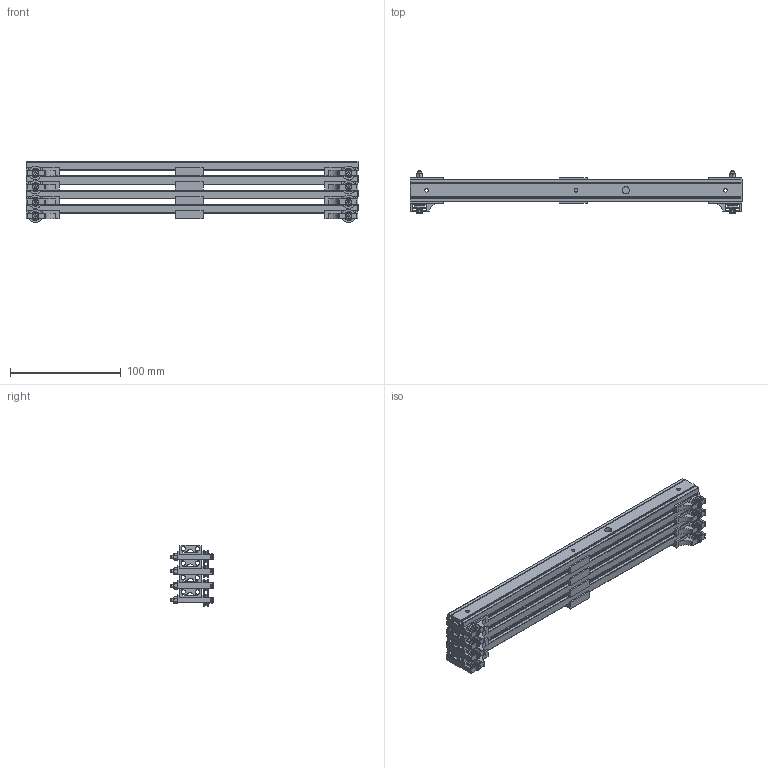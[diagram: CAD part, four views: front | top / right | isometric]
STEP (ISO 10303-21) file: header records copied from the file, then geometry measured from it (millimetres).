
FILE_DESCRIPTION(/* description */ ('STEP AP242','CAx-IF Rec.Pracs.---Representation and Presentation of Product Manufacturing Information (PMI)---4.0---2014-10-13','CAx-IF Rec.Pracs.---3D Tessellated Geometry---0.4---2014-09-14','2;1'),/* implementation_level */ '2;1');
FILE_NAME(/* name */ '66cbe62a6471af4f4988e38e',/* time_stamp */ '2024-08-26T02:19:23Z',/* author */ (''),/* organization */ (''),/* preprocessor_version */ 'ST-DEVELOPER v20',/* originating_system */ ' ',/* authorisation */ ' ');
FILE_SCHEMA (('AP242_MANAGED_MODEL_BASED_3D_ENGINEERING_MIM_LF { 1 0 10303 442 1 1 4 }'));
Length unit declared in the file: metre
Products named in the file (28): SlideStuff; Part 2; Part 3; Part 1; configurable stack <1>; 1 stage <4>; Hex socket head cap screw M3x0.50 x 35 x 18; REV-41-1361 Simple v1; Chamfered plain washer normal M3; 3x12x4mm V Bearing <2>; Outer Race; Inner Race; 3x12x4mm V Bearing <1>; SAR2XX <1>; outslide; inslide; 1 stage <3>; 1 stage <1>; 1 stage <2>
Assembly tree (85 placements, depth 5):
  SlideStuff
    Part 2  x4
    Part 3  x4
    Part 1  x4
    configurable stack <1>
      1 stage <4>
        Hex socket head cap screw M3x0.50 x 35 x 18  x2
        REV-41-1361 Simple v1  x2
        Chamfered plain washer normal M3  x4
        3x12x4mm V Bearing <2>
          Outer Race
          Inner Race
        3x12x4mm V Bearing <1>
          Inner Race
          Outer Race
        SAR2XX <1>
          outslide
          inslide
      1 stage <3>
        Hex socket head cap screw M3x0.50 x 35 x 18  x2
        REV-41-1361 Simple v1  x2
        Chamfered plain washer normal M3  x4
        SAR2XX <1>
          inslide
          outslide
        3x12x4mm V Bearing <1>
          Outer Race
          Inner Race
        3x12x4mm V Bearing <2>
          Inner Race
          Outer Race
      1 stage <1>
        Chamfered plain washer normal M3  x4
        Hex socket head cap screw M3x0.50 x 35 x 18  x2
        SAR2XX <1>
          inslide
          outslide
        REV-41-1361 Simple v1  x2
        3x12x4mm V Bearing <2>
          Outer Race
          Inner Race
        3x12x4mm V Bearing <1>
          Inner Race
          Outer Race
      1 stage <2>
        Chamfered plain washer normal M3  x4
        REV-41-1361 Simple v1  x2
        Hex socket head cap screw M3x0.50 x 35 x 18  x2
        SAR2XX <1>
          inslide
          outslide
        3x12x4mm V Bearing <2>
          Inner Race
          Outer Race
        3x12x4mm V Bearing <1>
          Outer Race
          Inner Race
Bounding box: 300 x 38 x 55.5 mm (x, y, z)
Volume: 177004.3 mm3; surface area: 174017.6 mm2
Topology: 68 solids, 76 shells, 1176 faces, 2704 edges, 1716 vertices
Faces by surface type: plane 564, cylinder 368, cone 164, torus 80
Full cylindrical faces by diameter (mm): 3 x32, 3.2 x32, 3.3 x12, 3.352 x8, 4.2 x8, 4.35 x32, 5.5 x8, 6 x16, 6.5 x4, 6.65 x16, 7.25 x16, 8 x16, 9.6 x8, 12 x16
Entity records: 6740 total; most frequent: CARTESIAN_POINT 1239, DIRECTION 1093, ORIENTED_EDGE 862, AXIS2_PLACEMENT_3D 445, EDGE_CURVE 431, VERTEX_POINT 308, FACE_BOUND 293, EDGE_LOOP 292
